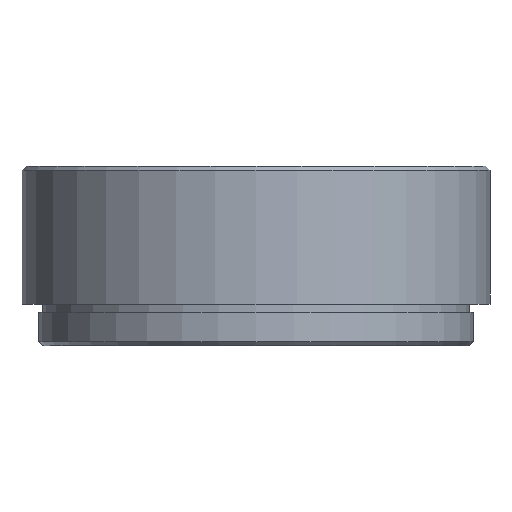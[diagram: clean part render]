
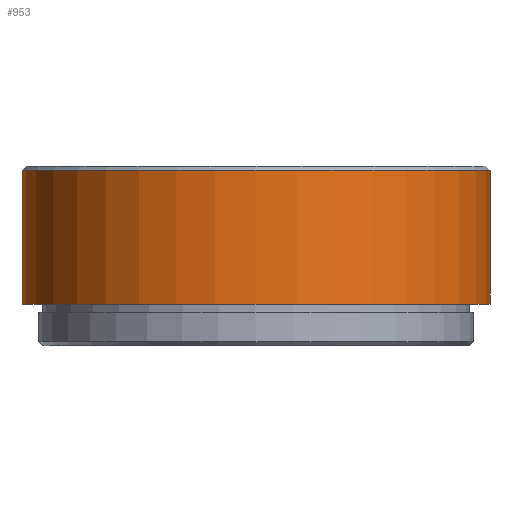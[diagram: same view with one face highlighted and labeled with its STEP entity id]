
A CAD part, front view. The second image highlights one B-rep face of the part: STEP entity #953.
In plain terms, the highlighted cylindrical face has radius 28 mm (diameter 56 mm), a partial arc.
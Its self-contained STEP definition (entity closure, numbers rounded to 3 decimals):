
#19 = AXIS2_PLACEMENT_3D ( 'NONE', #1700, #1200, #368 ) ;
#31 = DIRECTION ( 'NONE',  ( 0., 0., -1. ) ) ;
#147 = VECTOR ( 'NONE', #733, 1000. ) ;
#186 = VERTEX_POINT ( 'NONE', #1338 ) ;
#189 = CIRCLE ( 'NONE', #19, 28. ) ;
#196 = LINE ( 'NONE', #1147, #147 ) ;
#230 = VERTEX_POINT ( 'NONE', #1616 ) ;
#237 = CARTESIAN_POINT ( 'NONE',  ( -28., 0., 21.5 ) ) ;
#264 = CARTESIAN_POINT ( 'NONE',  ( 28., 0., 5. ) ) ;
#292 = FACE_OUTER_BOUND ( 'NONE', #681, .T. ) ;
#301 = ORIENTED_EDGE ( 'NONE', *, *, #1334, .T. ) ;
#304 = VECTOR ( 'NONE', #1573, 1000. ) ;
#346 = ORIENTED_EDGE ( 'NONE', *, *, #455, .F. ) ;
#368 = DIRECTION ( 'NONE',  ( -1., 0., 0. ) ) ;
#444 = CIRCLE ( 'NONE', #1431, 28. ) ;
#455 = EDGE_CURVE ( 'NONE', #186, #538, #196, .T. ) ;
#538 = VERTEX_POINT ( 'NONE', #264 ) ;
#577 = AXIS2_PLACEMENT_3D ( 'NONE', #1632, #31, #1517 ) ;
#681 = EDGE_LOOP ( 'NONE', ( #346, #301, #1347, #1701 ) ) ;
#693 = CARTESIAN_POINT ( 'NONE',  ( 0., 0., 21. ) ) ;
#733 = DIRECTION ( 'NONE',  ( 0., 0., -1. ) ) ;
#790 = EDGE_CURVE ( 'NONE', #230, #1662, #1438, .T. ) ;
#847 = CARTESIAN_POINT ( 'NONE',  ( -28., 0., 5. ) ) ;
#953 = ADVANCED_FACE ( 'NONE', ( #292 ), #975, .T. ) ;
#975 = CYLINDRICAL_SURFACE ( 'NONE', #577, 28. ) ;
#1147 = CARTESIAN_POINT ( 'NONE',  ( 28., 0., 21.5 ) ) ;
#1200 = DIRECTION ( 'NONE',  ( 0., 0., -1. ) ) ;
#1334 = EDGE_CURVE ( 'NONE', #186, #230, #444, .T. ) ;
#1338 = CARTESIAN_POINT ( 'NONE',  ( 28., 0., 21. ) ) ;
#1347 = ORIENTED_EDGE ( 'NONE', *, *, #790, .T. ) ;
#1368 = DIRECTION ( 'NONE',  ( 0., 0., -1. ) ) ;
#1431 = AXIS2_PLACEMENT_3D ( 'NONE', #693, #1368, #1514 ) ;
#1438 = LINE ( 'NONE', #237, #304 ) ;
#1514 = DIRECTION ( 'NONE',  ( 1., 0., 0. ) ) ;
#1517 = DIRECTION ( 'NONE',  ( -1., 0., 0. ) ) ;
#1541 = EDGE_CURVE ( 'NONE', #538, #1662, #189, .T. ) ;
#1573 = DIRECTION ( 'NONE',  ( 0., 0., -1. ) ) ;
#1616 = CARTESIAN_POINT ( 'NONE',  ( -28., 0., 21. ) ) ;
#1632 = CARTESIAN_POINT ( 'NONE',  ( 0., 0., 21.5 ) ) ;
#1662 = VERTEX_POINT ( 'NONE', #847 ) ;
#1700 = CARTESIAN_POINT ( 'NONE',  ( 0., 0., 5. ) ) ;
#1701 = ORIENTED_EDGE ( 'NONE', *, *, #1541, .F. ) ;
